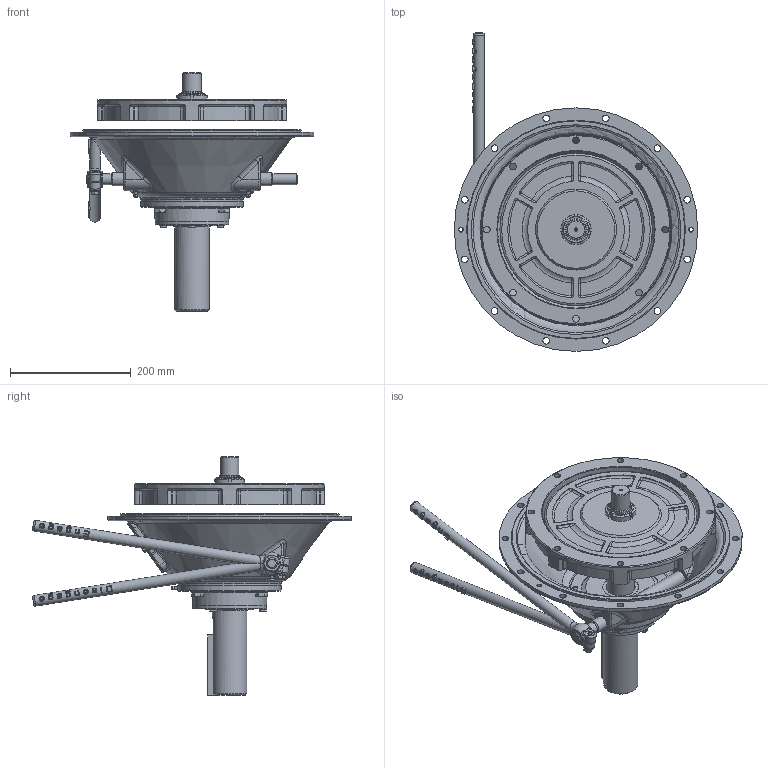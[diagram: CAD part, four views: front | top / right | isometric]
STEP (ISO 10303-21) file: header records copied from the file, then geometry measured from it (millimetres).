
FILE_DESCRIPTION (( 'STEP AP214' ), '1' );
FILE_NAME ('ITi_B130_T000_02_rev00.STEP', '2017-07-25T08:34:38', ( 'utente' ), ( 'Hewlett-Packard Company' ), 'SwSTEP 2.0', 'SolidWorks 2015', '' );
FILE_SCHEMA (( 'AUTOMOTIVE_DESIGN' ));
Length unit declared in the file: millimetre
Products named in the file (1): ITi_B130_T000_02_rev00
Bounding box: 403 x 527.54 x 395.2 mm (x, y, z)
Surface area: 684790.3 mm2 (no closed solid volume)
Topology: 0 solids, 59 shells, 909 faces, 3880 edges, 3008 vertices
Faces by surface type: plane 340, cylinder 209, bspline 195, torus 129, cone 32, sphere 4
Full cylindrical faces by diameter (mm): 6.8 x3, 7 x2, 8.5 x5, 9.3 x2, 11 x20, 12 x2, 18 x4, 22 x3, 30 x1, 35 x1, 36.5 x1, 45 x1, 48 x1, 57.15 x1, 60 x2, 64.35 x1, 72.28 x1, 75 x1, 122 x1, 130 x1, 165 x1, 170 x1, 252 x1, 260 x1, 314.32 x1, 347 x1, 361.95 x1, 403 x1
Entity records: 67755 total; most frequent: CARTESIAN_POINT 29827, ORIENTED_EDGE 5379, DIRECTION 4757, EDGE_CURVE 3705, VERTEX_POINT 2962, VECTOR 1681, LINE 1681, AXIS2_PLACEMENT_3D 1538
